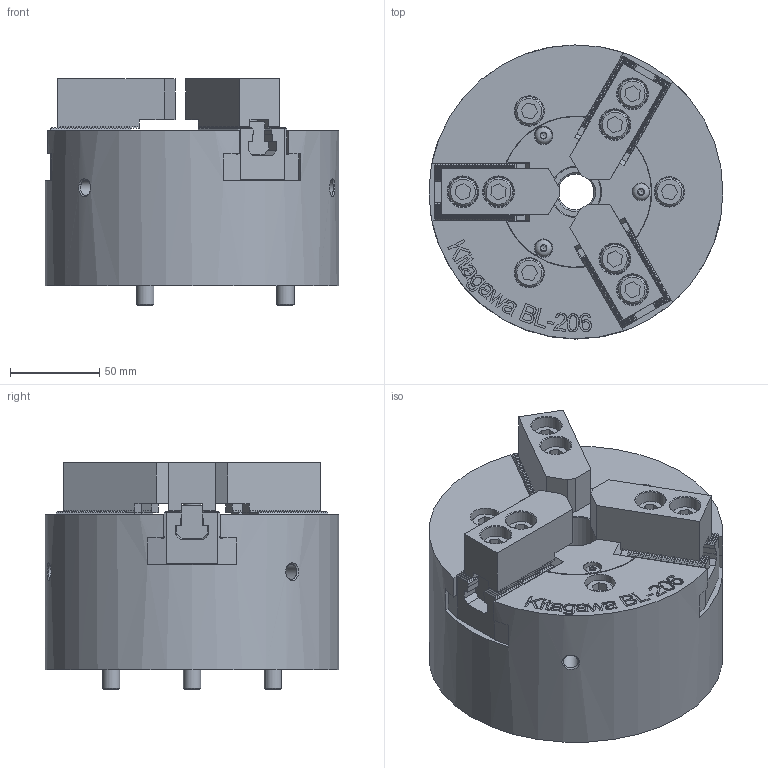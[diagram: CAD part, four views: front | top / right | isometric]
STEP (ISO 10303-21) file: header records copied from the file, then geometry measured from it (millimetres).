
FILE_DESCRIPTION(/* description */ ('Unknown'),/* implementation_level */ '2;1');
FILE_NAME(/* name */ 'BL206_mid stroke solid',/* time_stamp */ '2019-06-07T08:45:54+01:00',/* author */ ('Unknown'),/* organization */ ('Unknown'),/* preprocessor_version */ 'ST-DEVELOPER v16.7',/* originating_system */ 'DEX',/* authorisation */ $);
FILE_SCHEMA (('AUTOMOTIVE_DESIGN {1 0 10303 214 3 1 1}'));
Products named in the file (1): BL206_mid stroke step
Bounding box: 165 x 165 x 127.2 mm (x, y, z)
Volume: 1743583.8 mm3; surface area: 198202.4 mm2
Topology: 1 solids, 15 shells, 2271 faces, 7825 edges, 4953 vertices
Faces by surface type: plane 1626, cylinder 485, cone 87, bspline 61, torus 9, sphere 3
Full cylindrical faces by diameter (mm): 4.2 x3, 4.826 x3, 5.2 x3, 5.5 x3, 8.5 x9, 9.5 x3, 9.732 x9, 10 x3, 11 x6, 12 x3, 16 x9, 17 x9, 20 x1, 28 x1, 31 x2, 35.5 x1, 38.5 x1, 45 x1, 50 x2, 55 x1, 56 x1, 63 x2, 70 x2, 140 x1, 165 x1
Entity records: 85356 total; most frequent: CARTESIAN_POINT 17884, ORIENTED_EDGE 15120, DIRECTION 12994, EDGE_CURVE 7560, LINE 6298, VECTOR 6298, VERTEX_POINT 4872, AXIS2_PLACEMENT_3D 3348
